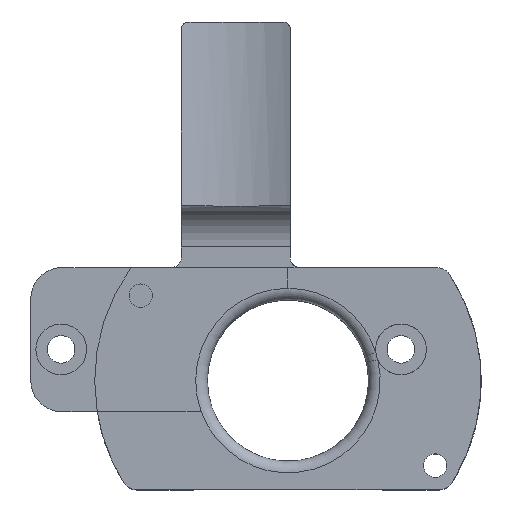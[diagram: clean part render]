
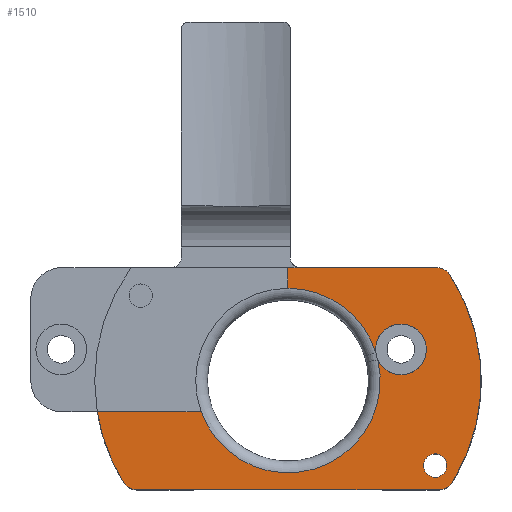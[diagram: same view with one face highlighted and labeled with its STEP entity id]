
A CAD part, top view. The second image highlights one B-rep face of the part: STEP entity #1510.
In plain terms, the highlighted planar face has unit normal (0, 0, 1).
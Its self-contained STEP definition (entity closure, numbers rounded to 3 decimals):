
#24=FACE_BOUND('',#175,.T.);
#41=PLANE('',#1615);
#87=FACE_OUTER_BOUND('',#174,.T.);
#174=EDGE_LOOP('',(#1024,#1025,#1026,#1027,#1028,#1029,#1030,#1031,#1032,
#1033,#1034,#1035,#1036,#1037));
#175=EDGE_LOOP('',(#1038));
#277=CIRCLE('',#1616,11.836);
#278=CIRCLE('',#1617,3.25);
#279=CIRCLE('',#1618,3.25);
#280=CIRCLE('',#1619,11.836);
#281=CIRCLE('',#1620,24.8);
#282=CIRCLE('',#1621,2.);
#283=CIRCLE('',#1622,2.);
#284=CIRCLE('',#1623,24.8);
#285=CIRCLE('',#1624,2.);
#286=CIRCLE('',#1625,1.5);
#367=LINE('',#2301,#495);
#368=LINE('',#2303,#496);
#369=LINE('',#2313,#497);
#370=LINE('',#2319,#498);
#371=LINE('',#2326,#499);
#495=VECTOR('',#1806,1.);
#496=VECTOR('',#1807,1.);
#497=VECTOR('',#1816,1.);
#498=VECTOR('',#1821,1.);
#499=VECTOR('',#1828,1.);
#640=VERTEX_POINT('',#2299);
#641=VERTEX_POINT('',#2300);
#642=VERTEX_POINT('',#2302);
#643=VERTEX_POINT('',#2304);
#644=VERTEX_POINT('',#2306);
#645=VERTEX_POINT('',#2308);
#646=VERTEX_POINT('',#2310);
#647=VERTEX_POINT('',#2312);
#648=VERTEX_POINT('',#2314);
#649=VERTEX_POINT('',#2316);
#650=VERTEX_POINT('',#2318);
#651=VERTEX_POINT('',#2320);
#652=VERTEX_POINT('',#2322);
#653=VERTEX_POINT('',#2324);
#654=VERTEX_POINT('',#2327);
#791=EDGE_CURVE('',#640,#641,#367,.T.);
#792=EDGE_CURVE('',#641,#642,#368,.T.);
#793=EDGE_CURVE('',#642,#643,#277,.T.);
#794=EDGE_CURVE('',#644,#643,#278,.T.);
#795=EDGE_CURVE('',#645,#644,#279,.T.);
#796=EDGE_CURVE('',#645,#646,#280,.T.);
#797=EDGE_CURVE('',#646,#647,#369,.T.);
#798=EDGE_CURVE('',#647,#648,#281,.T.);
#799=EDGE_CURVE('',#648,#649,#282,.T.);
#800=EDGE_CURVE('',#650,#649,#370,.T.);
#801=EDGE_CURVE('',#650,#651,#283,.T.);
#802=EDGE_CURVE('',#651,#652,#284,.T.);
#803=EDGE_CURVE('',#653,#652,#285,.T.);
#804=EDGE_CURVE('',#653,#640,#371,.T.);
#805=EDGE_CURVE('',#654,#654,#286,.T.);
#1024=ORIENTED_EDGE('',*,*,#791,.T.);
#1025=ORIENTED_EDGE('',*,*,#792,.T.);
#1026=ORIENTED_EDGE('',*,*,#793,.T.);
#1027=ORIENTED_EDGE('',*,*,#794,.F.);
#1028=ORIENTED_EDGE('',*,*,#795,.F.);
#1029=ORIENTED_EDGE('',*,*,#796,.T.);
#1030=ORIENTED_EDGE('',*,*,#797,.T.);
#1031=ORIENTED_EDGE('',*,*,#798,.T.);
#1032=ORIENTED_EDGE('',*,*,#799,.T.);
#1033=ORIENTED_EDGE('',*,*,#800,.F.);
#1034=ORIENTED_EDGE('',*,*,#801,.T.);
#1035=ORIENTED_EDGE('',*,*,#802,.T.);
#1036=ORIENTED_EDGE('',*,*,#803,.F.);
#1037=ORIENTED_EDGE('',*,*,#804,.T.);
#1038=ORIENTED_EDGE('',*,*,#805,.F.);
#1510=ADVANCED_FACE('',(#87,#24),#41,.T.);
#1615=AXIS2_PLACEMENT_3D('',#2298,#1804,#1805);
#1616=AXIS2_PLACEMENT_3D('',#2305,#1808,#1809);
#1617=AXIS2_PLACEMENT_3D('',#2307,#1810,#1811);
#1618=AXIS2_PLACEMENT_3D('',#2309,#1812,#1813);
#1619=AXIS2_PLACEMENT_3D('',#2311,#1814,#1815);
#1620=AXIS2_PLACEMENT_3D('',#2315,#1817,#1818);
#1621=AXIS2_PLACEMENT_3D('',#2317,#1819,#1820);
#1622=AXIS2_PLACEMENT_3D('',#2321,#1822,#1823);
#1623=AXIS2_PLACEMENT_3D('',#2323,#1824,#1825);
#1624=AXIS2_PLACEMENT_3D('',#2325,#1826,#1827);
#1625=AXIS2_PLACEMENT_3D('',#2328,#1829,#1830);
#1804=DIRECTION('center_axis',(0.,0.,1.));
#1805=DIRECTION('ref_axis',(-1.,0.,0.));
#1806=DIRECTION('',(-1.,0.,0.));
#1807=DIRECTION('',(0.,-1.,0.));
#1808=DIRECTION('center_axis',(0.,0.,-1.));
#1809=DIRECTION('ref_axis',(0.,1.,0.));
#1810=DIRECTION('center_axis',(0.,0.,1.));
#1811=DIRECTION('ref_axis',(1.,0.,0.));
#1812=DIRECTION('center_axis',(0.,0.,1.));
#1813=DIRECTION('ref_axis',(1.,0.,0.));
#1814=DIRECTION('center_axis',(0.,0.,-1.));
#1815=DIRECTION('ref_axis',(1.,0.,0.));
#1816=DIRECTION('',(-1.,0.,0.));
#1817=DIRECTION('center_axis',(0.,0.,1.));
#1818=DIRECTION('ref_axis',(1.,0.,0.));
#1819=DIRECTION('center_axis',(0.,0.,1.));
#1820=DIRECTION('ref_axis',(0.,1.,0.));
#1821=DIRECTION('',(-1.,0.,0.));
#1822=DIRECTION('center_axis',(0.,0.,1.));
#1823=DIRECTION('ref_axis',(0.,1.,0.));
#1824=DIRECTION('center_axis',(0.,0.,1.));
#1825=DIRECTION('ref_axis',(1.,0.,0.));
#1826=DIRECTION('center_axis',(0.,0.,-1.));
#1827=DIRECTION('ref_axis',(0.,1.,0.));
#1828=DIRECTION('',(-1.,0.,0.));
#1829=DIRECTION('center_axis',(0.,0.,1.));
#1830=DIRECTION('ref_axis',(1.,0.,0.));
#2298=CARTESIAN_POINT('Origin',(2.052,14.5,21.5));
#2299=CARTESIAN_POINT('',(1.55,14.5,21.5));
#2300=CARTESIAN_POINT('',(0.,14.5,21.5));
#2301=CARTESIAN_POINT('',(25.,14.5,21.5));
#2302=CARTESIAN_POINT('',(0.,11.836,21.5));
#2303=CARTESIAN_POINT('',(0.,14.5,21.5));
#2304=CARTESIAN_POINT('',(11.274,3.603,21.5));
#2305=CARTESIAN_POINT('Origin',(0.,0.,21.5));
#2306=CARTESIAN_POINT('',(11.25,4.,21.5));
#2307=CARTESIAN_POINT('Origin',(14.5,4.,21.5));
#2308=CARTESIAN_POINT('',(11.527,2.687,21.5));
#2309=CARTESIAN_POINT('Origin',(14.5,4.,21.5));
#2310=CARTESIAN_POINT('',(-11.14,-4.,21.5));
#2311=CARTESIAN_POINT('Origin',(0.,0.,21.5));
#2312=CARTESIAN_POINT('',(-24.475,-4.,21.5));
#2313=CARTESIAN_POINT('',(0.,-4.,21.5));
#2314=CARTESIAN_POINT('',(-21.087,-13.053,21.5));
#2315=CARTESIAN_POINT('Origin',(0.,0.,21.5));
#2316=CARTESIAN_POINT('',(-19.387,-14.,21.5));
#2317=CARTESIAN_POINT('Origin',(-19.387,-12.,21.5));
#2318=CARTESIAN_POINT('',(19.387,-14.,21.5));
#2319=CARTESIAN_POINT('',(25.,-14.,21.5));
#2320=CARTESIAN_POINT('',(21.087,-13.053,21.5));
#2321=CARTESIAN_POINT('Origin',(19.387,-12.,21.5));
#2322=CARTESIAN_POINT('',(20.741,13.596,21.5));
#2323=CARTESIAN_POINT('Origin',(0.,0.,21.5));
#2324=CARTESIAN_POINT('',(19.068,14.5,21.5));
#2325=CARTESIAN_POINT('Origin',(19.068,12.5,21.5));
#2326=CARTESIAN_POINT('',(25.,14.5,21.5));
#2327=CARTESIAN_POINT('',(17.379,-10.9,21.5));
#2328=CARTESIAN_POINT('Origin',(18.879,-10.9,21.5));
